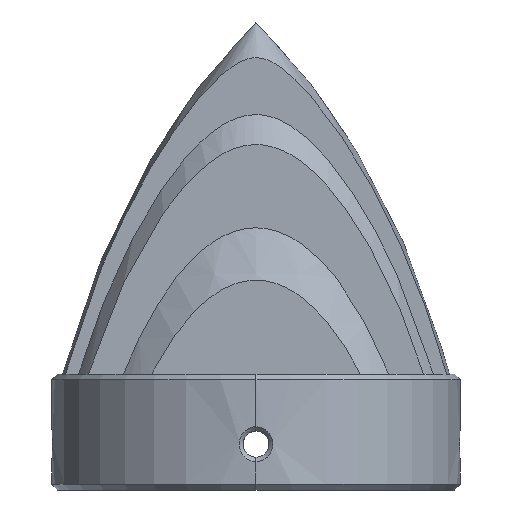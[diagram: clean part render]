
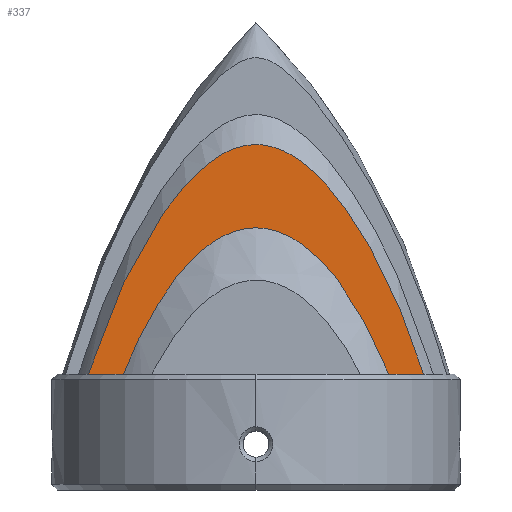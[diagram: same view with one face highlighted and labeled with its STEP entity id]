
A CAD part, left-side view. The second image highlights one B-rep face of the part: STEP entity #337.
In plain terms, the highlighted planar face has unit normal (-1, 0, 0).
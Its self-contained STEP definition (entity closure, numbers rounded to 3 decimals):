
#27 = CARTESIAN_POINT ( 'NONE',  ( -17.5, -13.221, 38.778 ) ) ;
#63 = CARTESIAN_POINT ( 'NONE',  ( -17.5, 38.905, 5. ) ) ;
#90 = CARTESIAN_POINT ( 'NONE',  ( -17.5, -3.066, 46.143 ) ) ;
#100 = CARTESIAN_POINT ( 'NONE',  ( -17.5, -1.121, 46.533 ) ) ;
#169 = VERTEX_POINT ( 'NONE', #189 ) ;
#189 = CARTESIAN_POINT ( 'NONE',  ( -17.5, 30.375, 5. ) ) ;
#217 = ORIENTED_EDGE ( 'NONE', *, *, #2309, .T. ) ;
#288 = CARTESIAN_POINT ( 'NONE',  ( -17.5, 18.544, 31.518 ) ) ;
#337 = ADVANCED_FACE ( 'NONE', ( #2635 ), #1943, .F. ) ;
#340 = DIRECTION ( 'NONE',  ( 0., -1., 0. ) ) ;
#343 = CARTESIAN_POINT ( 'NONE',  ( -17.5, 8.345, 43.4 ) ) ;
#384 = CARTESIAN_POINT ( 'NONE',  ( -17.5, -10.897, 41.232 ) ) ;
#398 = CARTESIAN_POINT ( 'NONE',  ( -17.5, -10.075, 42.001 ) ) ;
#434 = CARTESIAN_POINT ( 'NONE',  ( -17.5, -24.823, 19.718 ) ) ;
#482 = VERTEX_POINT ( 'NONE', #1819 ) ;
#538 = CARTESIAN_POINT ( 'NONE',  ( -17.5, -2.789, 46.219 ) ) ;
#547 = CARTESIAN_POINT ( 'NONE',  ( -17.5, -0.56, 46.578 ) ) ;
#596 = DIRECTION ( 'NONE',  ( 0., 0., -1. ) ) ;
#609 = CARTESIAN_POINT ( 'NONE',  ( -17.5, -12.47, 39.621 ) ) ;
#622 = CARTESIAN_POINT ( 'NONE',  ( -17.5, 10.114, 41.967 ) ) ;
#673 = CARTESIAN_POINT ( 'NONE',  ( -17.5, -29.672, 7.137 ) ) ;
#680 = CARTESIAN_POINT ( 'NONE',  ( -17.5, 5.468, 45.206 ) ) ;
#766 = CARTESIAN_POINT ( 'NONE',  ( -17.5, 4.429, 45.679 ) ) ;
#810 = ORIENTED_EDGE ( 'NONE', *, *, #1645, .T. ) ;
#823 = LINE ( 'NONE', #63, #2559 ) ;
#836 = CARTESIAN_POINT ( 'NONE',  ( -17.5, 24.851, 19.656 ) ) ;
#839 = CARTESIAN_POINT ( 'NONE',  ( -17.5, -17.339, 33.418 ) ) ;
#844 = CARTESIAN_POINT ( 'NONE',  ( -17.5, 30.375, 5. ) ) ;
#987 = CARTESIAN_POINT ( 'NONE',  ( -17.5, 3.898, 45.884 ) ) ;
#1102 = CARTESIAN_POINT ( 'NONE',  ( -17.5, -18.554, 31.543 ) ) ;
#1154 = CARTESIAN_POINT ( 'NONE',  ( -17.5, -21.901, 25.75 ) ) ;
#1169 = CARTESIAN_POINT ( 'NONE',  ( -17.5, 27.455, 13.481 ) ) ;
#1203 = CARTESIAN_POINT ( 'NONE',  ( -17.5, -1.958, 46.402 ) ) ;
#1212 = CARTESIAN_POINT ( 'NONE',  ( -17.5, 5.971, 44.941 ) ) ;
#1269 = DIRECTION ( 'NONE',  ( 1., 0., 0. ) ) ;
#1270 = CARTESIAN_POINT ( 'NONE',  ( -17.5, -26.57, 15.583 ) ) ;
#1328 = CARTESIAN_POINT ( 'NONE',  ( -17.5, -28.939, 9.263 ) ) ;
#1374 = CARTESIAN_POINT ( 'NONE',  ( -17.5, 10.935, 41.196 ) ) ;
#1412 = CARTESIAN_POINT ( 'NONE',  ( -17.5, 12.499, 39.589 ) ) ;
#1444 = CARTESIAN_POINT ( 'NONE',  ( -17.5, 8.797, 43.052 ) ) ;
#1467 = EDGE_LOOP ( 'NONE', ( #810, #217, #2070 ) ) ;
#1493 = CARTESIAN_POINT ( 'NONE',  ( -17.5, 23.927, 21.689 ) ) ;
#1596 = CARTESIAN_POINT ( 'NONE',  ( -17.5, 6.947, 44.367 ) ) ;
#1609 = CARTESIAN_POINT ( 'NONE',  ( -17.5, -5.45, 45.245 ) ) ;
#1645 = EDGE_CURVE ( 'NONE', #169, #482, #823, .T. ) ;
#1669 = LINE ( 'NONE', #1918, #2265 ) ;
#1724 = CARTESIAN_POINT ( 'NONE',  ( -17.5, -14.668, 37.033 ) ) ;
#1743 = AXIS2_PLACEMENT_3D ( 'NONE', #2312, #1269, #596 ) ;
#1756 = CARTESIAN_POINT ( 'NONE',  ( -17.5, -20.835, 27.709 ) ) ;
#1793 = CARTESIAN_POINT ( 'NONE',  ( -17.5, -30.375, 5. ) ) ;
#1819 = CARTESIAN_POINT ( 'NONE',  ( -17.5, 0., 5. ) ) ;
#1827 = CARTESIAN_POINT ( 'NONE',  ( -17.5, 14.67, 37.029 ) ) ;
#1877 = CARTESIAN_POINT ( 'NONE',  ( -17.5, 1.147, 46.531 ) ) ;
#1918 = CARTESIAN_POINT ( 'NONE',  ( -17.5, 38.905, 5. ) ) ;
#1938 = CARTESIAN_POINT ( 'NONE',  ( -17.5, -23.896, 21.755 ) ) ;
#1943 = PLANE ( 'NONE',  #1743 ) ;
#1946 = CARTESIAN_POINT ( 'NONE',  ( -17.5, -4.427, 45.722 ) ) ;
#1975 = CARTESIAN_POINT ( 'NONE',  ( -17.5, 15.354, 36.143 ) ) ;
#1986 = CARTESIAN_POINT ( 'NONE',  ( -17.5, 20.864, 27.659 ) ) ;
#2030 = CARTESIAN_POINT ( 'NONE',  ( -17.5, 7.421, 44.057 ) ) ;
#2038 = EDGE_CURVE ( 'NONE', #169, #2697, #2819, .T. ) ;
#2040 = CARTESIAN_POINT ( 'NONE',  ( -17.5, 2.819, 46.221 ) ) ;
#2046 = CARTESIAN_POINT ( 'NONE',  ( -17.5, 13.243, 38.752 ) ) ;
#2070 = ORIENTED_EDGE ( 'NONE', *, *, #2038, .F. ) ;
#2091 = CARTESIAN_POINT ( 'NONE',  ( -17.5, 0.572, 46.577 ) ) ;
#2150 = CARTESIAN_POINT ( 'NONE',  ( -17.5, -15.356, 36.141 ) ) ;
#2166 = DIRECTION ( 'NONE',  ( 0., -1., 0. ) ) ;
#2215 = CARTESIAN_POINT ( 'NONE',  ( -17.5, -8.321, 43.419 ) ) ;
#2265 = VECTOR ( 'NONE', #340, 1000. ) ;
#2309 = EDGE_CURVE ( 'NONE', #482, #2697, #1669, .T. ) ;
#2312 = CARTESIAN_POINT ( 'NONE',  ( -17.5, 38.905, 75. ) ) ;
#2360 = CARTESIAN_POINT ( 'NONE',  ( -17.5, -30.375, 5. ) ) ;
#2380 = CARTESIAN_POINT ( 'NONE',  ( -17.5, -27.389, 13.484 ) ) ;
#2385 = CARTESIAN_POINT ( 'NONE',  ( -17.5, 19.14, 30.558 ) ) ;
#2398 = CARTESIAN_POINT ( 'NONE',  ( -17.5, 16.675, 34.33 ) ) ;
#2434 = CARTESIAN_POINT ( 'NONE',  ( -17.5, -7.394, 44.075 ) ) ;
#2466 = CARTESIAN_POINT ( 'NONE',  ( -17.5, 17.311, 33.404 ) ) ;
#2545 = CARTESIAN_POINT ( 'NONE',  ( -17.5, 28.971, 9.265 ) ) ;
#2559 = VECTOR ( 'NONE', #2166, 1000. ) ;
#2603 = CARTESIAN_POINT ( 'NONE',  ( -17.5, -6.915, 44.387 ) ) ;
#2635 = FACE_OUTER_BOUND ( 'NONE', #1467, .T. ) ;
#2697 = VERTEX_POINT ( 'NONE', #1793 ) ;
#2733 = CARTESIAN_POINT ( 'NONE',  ( -17.5, 2.269, 46.352 ) ) ;
#2745 = CARTESIAN_POINT ( 'NONE',  ( -17.5, -2.235, 46.348 ) ) ;
#2805 = CARTESIAN_POINT ( 'NONE',  ( -17.5, 21.933, 25.691 ) ) ;
#2819 = B_SPLINE_CURVE_WITH_KNOTS ( 'NONE', 3,
 ( #844, #2545, #1169, #836, #1493, #2805, #1986, #2385, #288, #2466, #2398, #1975, #1827, #2046, #1412, #1374, #622, #1444, #343, #2030, #1596, #1212, #680, #766, #987, #2040, #2733, #1877, #2091, #547, #100, #1203, #2745, #538, #90, #1946, #1609, #2603, #2434, #2215, #2846, #398, #384, #609, #27, #1724, #2150, #839, #1102, #1756, #1154, #1938, #434, #1270, #2380, #1328, #673, #2360 ),
 .UNSPECIFIED., .F., .F.,
 ( 4, 2, 2, 2, 2, 2, 2, 2, 2, 2, 2, 2, 2, 2, 2, 2, 2, 2, 2, 2, 2, 2, 2, 2, 2, 2, 2, 2, 4 ),
 ( 0., 0.013, 0.02, 0.027, 0.03, 0.034, 0.037, 0.04, 0.044, 0.045, 0.047, 0.049, 0.05, 0.052, 0.054, 0.055, 0.056, 0.057, 0.06, 0.062, 0.064, 0.067, 0.07, 0.074, 0.08, 0.087, 0.094, 0.101, 0.107 ),
 .UNSPECIFIED. ) ;
#2846 = CARTESIAN_POINT ( 'NONE',  ( -17.5, -8.769, 43.074 ) ) ;
